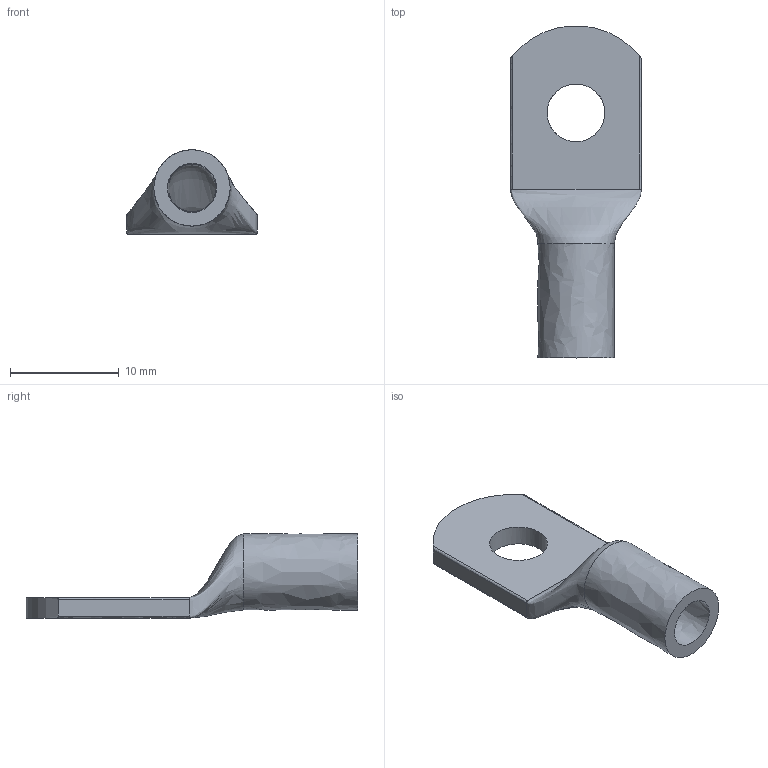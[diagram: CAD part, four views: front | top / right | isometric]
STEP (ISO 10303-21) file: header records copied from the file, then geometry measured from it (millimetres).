
FILE_DESCRIPTION( ( 'Unknown' ), '1' );
FILE_NAME( '5580510.stp', 'Unknown', ( 'Unknown' ), ( 'Unknown' ), 'PSStep 16.0.42', 'Unknown', ' ' );
FILE_SCHEMA( ( 'AUTOMOTIVE_DESIGN { 1 0 10303 214 1 1 1 1 }' ) );
Length unit declared in the file: millimetre
Products named in the file (1): 1
Bounding box: 12 x 30.48 x 7.75 mm (x, y, z)
Volume: 619.8 mm3; surface area: 1040.8 mm2
Topology: 1 solids, 1 shells, 16 faces, 55 edges, 42 vertices
Faces by surface type: bspline 12, cylinder 2, plane 2
Full cylindrical faces by diameter (mm): 5.3 x1
Entity records: 2207 total; most frequent: CARTESIAN_POINT 1712, ORIENTED_EDGE 104, EDGE_CURVE 52, VERTEX_POINT 42, B_SPLINE_CURVE_WITH_KNOTS 40, EDGE_LOOP 22, DIRECTION 20, FACE_OUTER_BOUND 19
